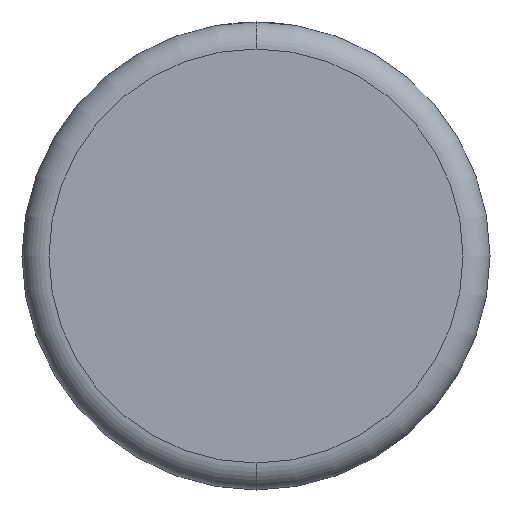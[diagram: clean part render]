
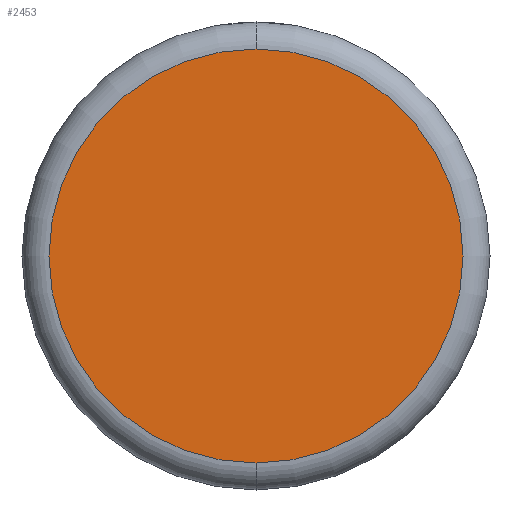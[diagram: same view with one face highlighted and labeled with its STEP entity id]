
A CAD part, front view. The second image highlights one B-rep face of the part: STEP entity #2453.
In plain terms, the highlighted planar face has unit normal (0, -1, 0).
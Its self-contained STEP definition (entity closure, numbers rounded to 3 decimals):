
#78 = EDGE_LOOP ( 'NONE', ( #3299, #4857 ) ) ;
#346 = VERTEX_POINT ( 'NONE', #3566 ) ;
#508 = DIRECTION ( 'NONE',  ( 0., 1., 0. ) ) ;
#526 = EDGE_CURVE ( 'NONE', #3229, #346, #3696, .T. ) ;
#571 = PLANE ( 'NONE',  #4232 ) ;
#902 = DIRECTION ( 'NONE',  ( 0., 0., 1. ) ) ;
#1063 = CARTESIAN_POINT ( 'NONE',  ( 0., 0., 0. ) ) ;
#1482 = DIRECTION ( 'NONE',  ( 0., 0., 1. ) ) ;
#1693 = DIRECTION ( 'NONE',  ( 0., -1., 0. ) ) ;
#2146 = CARTESIAN_POINT ( 'NONE',  ( 0., 0., 0. ) ) ;
#2302 = AXIS2_PLACEMENT_3D ( 'NONE', #1063, #3830, #1482 ) ;
#2453 = ADVANCED_FACE ( 'NONE', ( #4506 ), #571, .F. ) ;
#2983 = CIRCLE ( 'NONE', #2302, 22.562 ) ;
#3140 = CARTESIAN_POINT ( 'NONE',  ( 0., 0., 22.562 ) ) ;
#3229 = VERTEX_POINT ( 'NONE', #3140 ) ;
#3299 = ORIENTED_EDGE ( 'NONE', *, *, #526, .T. ) ;
#3566 = CARTESIAN_POINT ( 'NONE',  ( 0., 0., -22.562 ) ) ;
#3696 = CIRCLE ( 'NONE', #4615, 22.562 ) ;
#3830 = DIRECTION ( 'NONE',  ( 0., -1., 0. ) ) ;
#4122 = DIRECTION ( 'NONE',  ( 0., 0., 1. ) ) ;
#4232 = AXIS2_PLACEMENT_3D ( 'NONE', #4861, #508, #902 ) ;
#4376 = EDGE_CURVE ( 'NONE', #346, #3229, #2983, .T. ) ;
#4506 = FACE_OUTER_BOUND ( 'NONE', #78, .T. ) ;
#4615 = AXIS2_PLACEMENT_3D ( 'NONE', #2146, #1693, #4122 ) ;
#4857 = ORIENTED_EDGE ( 'NONE', *, *, #4376, .T. ) ;
#4861 = CARTESIAN_POINT ( 'NONE',  ( 0., 0., 0. ) ) ;
